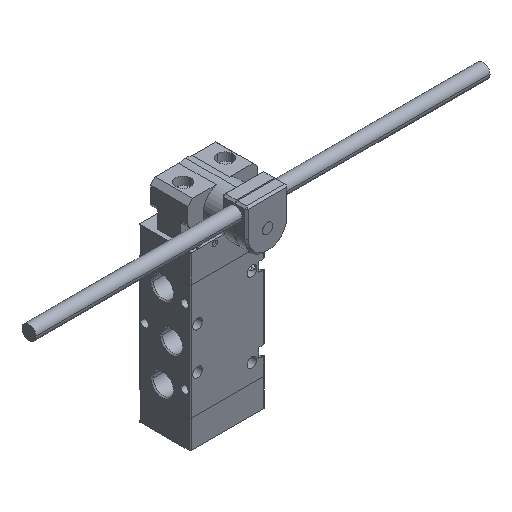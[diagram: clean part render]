
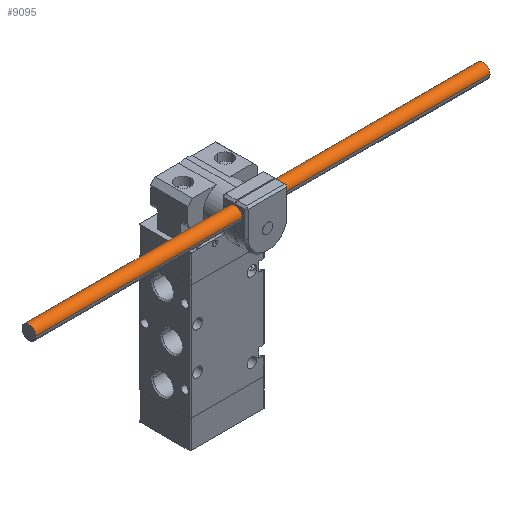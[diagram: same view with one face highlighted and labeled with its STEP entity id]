
A CAD part, isometric view. The second image highlights one B-rep face of the part: STEP entity #9095.
In plain terms, the highlighted cylindrical face has radius 3 mm (diameter 6 mm), a partial arc.
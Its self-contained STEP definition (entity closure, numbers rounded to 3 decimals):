
#158 = ORIENTED_EDGE ( 'NONE', *, *, #6886, .F. ) ;
#330 = CIRCLE ( 'NONE', #6609, 3. ) ;
#364 = CARTESIAN_POINT ( 'NONE',  ( -82.5, -27.25, 16.5 ) ) ;
#567 = CARTESIAN_POINT ( 'NONE',  ( 24., -33.25, 16.5 ) ) ;
#855 = FACE_OUTER_BOUND ( 'NONE', #7183, .T. ) ;
#1121 = VECTOR ( 'NONE', #4168, 1000. ) ;
#1143 = LINE ( 'NONE', #5156, #6692 ) ;
#1262 = EDGE_CURVE ( 'NONE', #11058, #11530, #4206, .T. ) ;
#1523 = DIRECTION ( 'NONE',  ( 0., 1., 0. ) ) ;
#1795 = EDGE_CURVE ( 'NONE', #5668, #11454, #7173, .T. ) ;
#1800 = LINE ( 'NONE', #11051, #13171 ) ;
#1981 = CARTESIAN_POINT ( 'NONE',  ( 112.5, -27.25, 16.5 ) ) ;
#1990 = VERTEX_POINT ( 'NONE', #7065 ) ;
#2403 = CARTESIAN_POINT ( 'NONE',  ( 6., -27.25, 16.5 ) ) ;
#2719 = ORIENTED_EDGE ( 'NONE', *, *, #1262, .T. ) ;
#2818 = AXIS2_PLACEMENT_3D ( 'NONE', #9252, #2857, #13635 ) ;
#2857 = DIRECTION ( 'NONE',  ( 1., 0., 0. ) ) ;
#2881 = DIRECTION ( 'NONE',  ( 1., 0., 0. ) ) ;
#3033 = CARTESIAN_POINT ( 'NONE',  ( -82.5, -27.25, 16.5 ) ) ;
#3266 = DIRECTION ( 'NONE',  ( 1., 0., 0. ) ) ;
#3395 = CYLINDRICAL_SURFACE ( 'NONE', #2818, 3. ) ;
#3455 = CARTESIAN_POINT ( 'NONE',  ( 112.5, -33.25, 16.5 ) ) ;
#3649 = LINE ( 'NONE', #3033, #1121 ) ;
#3660 = CARTESIAN_POINT ( 'NONE',  ( 112.5, -30.25, 16.5 ) ) ;
#3746 = CIRCLE ( 'NONE', #13131, 3. ) ;
#3829 = CARTESIAN_POINT ( 'NONE',  ( -82.5, -33.25, 16.5 ) ) ;
#3987 = DIRECTION ( 'NONE',  ( 1., 0., 0. ) ) ;
#4049 = DIRECTION ( 'NONE',  ( 0., 1., 0. ) ) ;
#4115 = ORIENTED_EDGE ( 'NONE', *, *, #1795, .T. ) ;
#4168 = DIRECTION ( 'NONE',  ( 1., 0., 0. ) ) ;
#4206 = CIRCLE ( 'NONE', #11685, 3. ) ;
#4299 = ORIENTED_EDGE ( 'NONE', *, *, #4603, .T. ) ;
#4336 = CARTESIAN_POINT ( 'NONE',  ( 24., -30.25, 16.5 ) ) ;
#4349 = LINE ( 'NONE', #3829, #8168 ) ;
#4447 = CARTESIAN_POINT ( 'NONE',  ( 24., -27.25, 16.5 ) ) ;
#4603 = EDGE_CURVE ( 'NONE', #6253, #12987, #8064, .T. ) ;
#4951 = EDGE_CURVE ( 'NONE', #1990, #6693, #3746, .T. ) ;
#4999 = LINE ( 'NONE', #13165, #7656 ) ;
#5156 = CARTESIAN_POINT ( 'NONE',  ( -82.5, -33.25, 16.5 ) ) ;
#5460 = CARTESIAN_POINT ( 'NONE',  ( 6., -33.25, 16.5 ) ) ;
#5668 = VERTEX_POINT ( 'NONE', #5460 ) ;
#5764 = EDGE_CURVE ( 'NONE', #7343, #7779, #11331, .T. ) ;
#6062 = CARTESIAN_POINT ( 'NONE',  ( 24., -30.25, 16.5 ) ) ;
#6253 = VERTEX_POINT ( 'NONE', #4447 ) ;
#6406 = LINE ( 'NONE', #7735, #7393 ) ;
#6508 = DIRECTION ( 'NONE',  ( -1., 0., 0. ) ) ;
#6526 = AXIS2_PLACEMENT_3D ( 'NONE', #4336, #10815, #10660 ) ;
#6609 = AXIS2_PLACEMENT_3D ( 'NONE', #8528, #3266, #7428 ) ;
#6692 = VECTOR ( 'NONE', #7234, 1000. ) ;
#6693 = VERTEX_POINT ( 'NONE', #567 ) ;
#6711 = DIRECTION ( 'NONE',  ( 1., 0., 0. ) ) ;
#6886 = EDGE_CURVE ( 'NONE', #6253, #7779, #3649, .T. ) ;
#7065 = CARTESIAN_POINT ( 'NONE',  ( 24., -30.5, 19.49 ) ) ;
#7173 = CIRCLE ( 'NONE', #12674, 3. ) ;
#7183 = EDGE_LOOP ( 'NONE', ( #7479, #12726, #4115, #9596, #8398, #9523, #12181, #158, #4299, #11311, #2719, #10451 ) ) ;
#7234 = DIRECTION ( 'NONE',  ( 1., 0., 0. ) ) ;
#7343 = VERTEX_POINT ( 'NONE', #3455 ) ;
#7393 = VECTOR ( 'NONE', #3987, 1000. ) ;
#7428 = DIRECTION ( 'NONE',  ( 0., 1., 0. ) ) ;
#7479 = ORIENTED_EDGE ( 'NONE', *, *, #9658, .T. ) ;
#7500 = DIRECTION ( 'NONE',  ( 0., 1., 0. ) ) ;
#7557 = DIRECTION ( 'NONE',  ( 0., 1., 0. ) ) ;
#7656 = VECTOR ( 'NONE', #6508, 1000. ) ;
#7735 = CARTESIAN_POINT ( 'NONE',  ( -82.5, -30.5, 19.49 ) ) ;
#7779 = VERTEX_POINT ( 'NONE', #1981 ) ;
#8056 = EDGE_CURVE ( 'NONE', #6693, #7343, #4349, .T. ) ;
#8064 = CIRCLE ( 'NONE', #6526, 3. ) ;
#8168 = VECTOR ( 'NONE', #2881, 1000. ) ;
#8264 = EDGE_CURVE ( 'NONE', #12585, #5668, #1143, .T. ) ;
#8398 = ORIENTED_EDGE ( 'NONE', *, *, #4951, .T. ) ;
#8498 = CARTESIAN_POINT ( 'NONE',  ( 6., -30.5, 19.49 ) ) ;
#8528 = CARTESIAN_POINT ( 'NONE',  ( -82.5, -30.25, 16.5 ) ) ;
#8750 = VERTEX_POINT ( 'NONE', #364 ) ;
#9041 = EDGE_CURVE ( 'NONE', #11454, #1990, #6406, .T. ) ;
#9095 = ADVANCED_FACE ( 'NONE', ( #855 ), #3395, .T. ) ;
#9194 = AXIS2_PLACEMENT_3D ( 'NONE', #3660, #13260, #1523 ) ;
#9252 = CARTESIAN_POINT ( 'NONE',  ( -82.5, -30.25, 16.5 ) ) ;
#9374 = CARTESIAN_POINT ( 'NONE',  ( -82.5, -33.25, 16.5 ) ) ;
#9523 = ORIENTED_EDGE ( 'NONE', *, *, #8056, .T. ) ;
#9544 = DIRECTION ( 'NONE',  ( -1., 0., 0. ) ) ;
#9596 = ORIENTED_EDGE ( 'NONE', *, *, #9041, .T. ) ;
#9658 = EDGE_CURVE ( 'NONE', #8750, #12585, #330, .T. ) ;
#9687 = DIRECTION ( 'NONE',  ( -1., 0., 0. ) ) ;
#10329 = DIRECTION ( 'NONE',  ( 1., 0., 0. ) ) ;
#10451 = ORIENTED_EDGE ( 'NONE', *, *, #13388, .F. ) ;
#10660 = DIRECTION ( 'NONE',  ( 0., 1., 0. ) ) ;
#10815 = DIRECTION ( 'NONE',  ( 1., 0., 0. ) ) ;
#11051 = CARTESIAN_POINT ( 'NONE',  ( -82.5, -27.25, 16.5 ) ) ;
#11058 = VERTEX_POINT ( 'NONE', #13231 ) ;
#11311 = ORIENTED_EDGE ( 'NONE', *, *, #13814, .T. ) ;
#11331 = CIRCLE ( 'NONE', #9194, 3. ) ;
#11370 = CARTESIAN_POINT ( 'NONE',  ( 24., -30., 19.49 ) ) ;
#11454 = VERTEX_POINT ( 'NONE', #8498 ) ;
#11530 = VERTEX_POINT ( 'NONE', #2403 ) ;
#11685 = AXIS2_PLACEMENT_3D ( 'NONE', #11731, #9544, #7500 ) ;
#11731 = CARTESIAN_POINT ( 'NONE',  ( 6., -30.25, 16.5 ) ) ;
#12181 = ORIENTED_EDGE ( 'NONE', *, *, #5764, .T. ) ;
#12585 = VERTEX_POINT ( 'NONE', #9374 ) ;
#12674 = AXIS2_PLACEMENT_3D ( 'NONE', #13482, #9687, #7557 ) ;
#12726 = ORIENTED_EDGE ( 'NONE', *, *, #8264, .T. ) ;
#12987 = VERTEX_POINT ( 'NONE', #11370 ) ;
#13131 = AXIS2_PLACEMENT_3D ( 'NONE', #6062, #10329, #4049 ) ;
#13165 = CARTESIAN_POINT ( 'NONE',  ( -82.5, -30., 19.49 ) ) ;
#13171 = VECTOR ( 'NONE', #6711, 1000. ) ;
#13231 = CARTESIAN_POINT ( 'NONE',  ( 6., -30., 19.49 ) ) ;
#13260 = DIRECTION ( 'NONE',  ( -1., 0., 0. ) ) ;
#13388 = EDGE_CURVE ( 'NONE', #8750, #11530, #1800, .T. ) ;
#13482 = CARTESIAN_POINT ( 'NONE',  ( 6., -30.25, 16.5 ) ) ;
#13635 = DIRECTION ( 'NONE',  ( 0., 1., 0. ) ) ;
#13814 = EDGE_CURVE ( 'NONE', #12987, #11058, #4999, .T. ) ;
